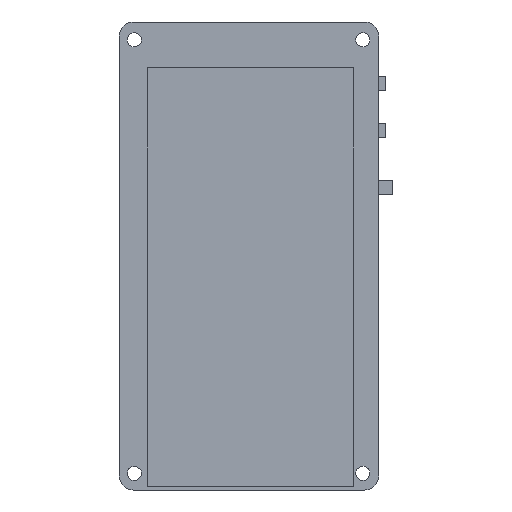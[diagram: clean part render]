
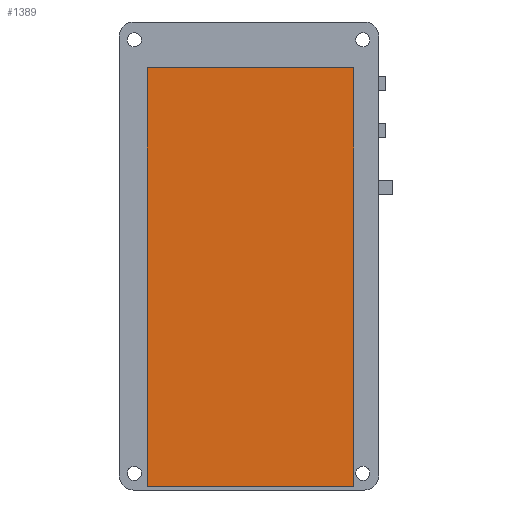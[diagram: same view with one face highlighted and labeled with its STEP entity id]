
A CAD part, front view. The second image highlights one B-rep face of the part: STEP entity #1389.
In plain terms, the highlighted planar face has unit normal (0, -1, 0).
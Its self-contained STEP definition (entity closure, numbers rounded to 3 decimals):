
#25 = CARTESIAN_POINT ( 'NONE',  ( 33.25, -1.5, -65.79 ) ) ;
#134 = VERTEX_POINT ( 'NONE', #1492 ) ;
#170 = VECTOR ( 'NONE', #1535, 1000. ) ;
#205 = ORIENTED_EDGE ( 'NONE', *, *, #297, .T. ) ;
#214 = CARTESIAN_POINT ( 'NONE',  ( 4., -1.5, -6.5 ) ) ;
#243 = CARTESIAN_POINT ( 'NONE',  ( 4., -1.5, -65.79 ) ) ;
#271 = VERTEX_POINT ( 'NONE', #341 ) ;
#297 = EDGE_CURVE ( 'NONE', #134, #1642, #928, .T. ) ;
#341 = CARTESIAN_POINT ( 'NONE',  ( 33.25, -1.5, -6.5 ) ) ;
#492 = CARTESIAN_POINT ( 'NONE',  ( 33.25, -1.5, -65.79 ) ) ;
#497 = VECTOR ( 'NONE', #1218, 1000. ) ;
#537 = DIRECTION ( 'NONE',  ( 0., -1., 0. ) ) ;
#655 = EDGE_LOOP ( 'NONE', ( #1769, #772, #1233, #205 ) ) ;
#657 = CARTESIAN_POINT ( 'NONE',  ( 33.25, -1.5, -65.79 ) ) ;
#766 = FACE_OUTER_BOUND ( 'NONE', #655, .T. ) ;
#772 = ORIENTED_EDGE ( 'NONE', *, *, #935, .T. ) ;
#819 = VERTEX_POINT ( 'NONE', #214 ) ;
#820 = EDGE_CURVE ( 'NONE', #1642, #271, #1734, .T. ) ;
#884 = VECTOR ( 'NONE', #964, 1000. ) ;
#904 = EDGE_CURVE ( 'NONE', #819, #134, #1259, .T. ) ;
#928 = LINE ( 'NONE', #657, #170 ) ;
#935 = EDGE_CURVE ( 'NONE', #271, #819, #1077, .T. ) ;
#964 = DIRECTION ( 'NONE',  ( 0., 0., -1. ) ) ;
#968 = DIRECTION ( 'NONE',  ( 0., 0., -1. ) ) ;
#1077 = LINE ( 'NONE', #1113, #1329 ) ;
#1113 = CARTESIAN_POINT ( 'NONE',  ( 33.25, -1.5, -6.5 ) ) ;
#1218 = DIRECTION ( 'NONE',  ( 0., 0., 1. ) ) ;
#1233 = ORIENTED_EDGE ( 'NONE', *, *, #904, .T. ) ;
#1259 = LINE ( 'NONE', #243, #884 ) ;
#1329 = VECTOR ( 'NONE', #1828, 1000. ) ;
#1389 = ADVANCED_FACE ( 'NONE', ( #766 ), #1404, .T. ) ;
#1404 = PLANE ( 'NONE',  #1447 ) ;
#1447 = AXIS2_PLACEMENT_3D ( 'NONE', #1528, #537, #968 ) ;
#1492 = CARTESIAN_POINT ( 'NONE',  ( 4., -1.5, -65.79 ) ) ;
#1528 = CARTESIAN_POINT ( 'NONE',  ( 0., -1.5, 0. ) ) ;
#1535 = DIRECTION ( 'NONE',  ( 1., 0., 0. ) ) ;
#1642 = VERTEX_POINT ( 'NONE', #25 ) ;
#1734 = LINE ( 'NONE', #492, #497 ) ;
#1769 = ORIENTED_EDGE ( 'NONE', *, *, #820, .T. ) ;
#1828 = DIRECTION ( 'NONE',  ( -1., 0., 0. ) ) ;
